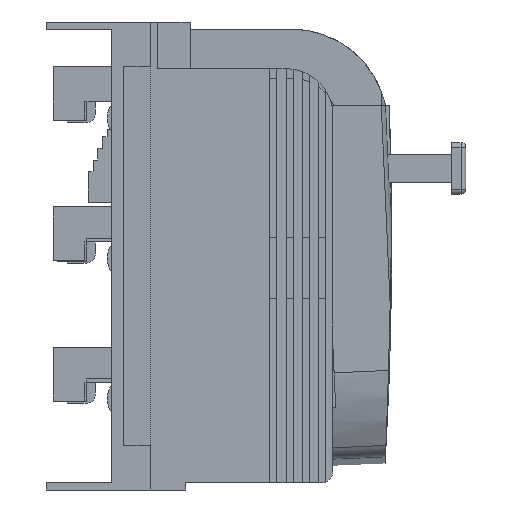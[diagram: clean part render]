
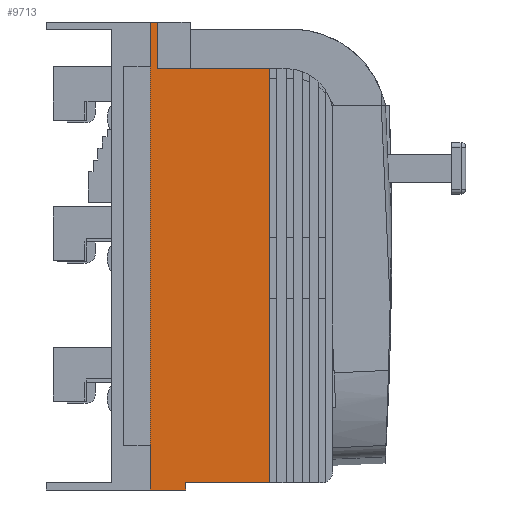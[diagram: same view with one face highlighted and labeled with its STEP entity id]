
A CAD part, left-side view. The second image highlights one B-rep face of the part: STEP entity #9713.
In plain terms, the highlighted face is planar.
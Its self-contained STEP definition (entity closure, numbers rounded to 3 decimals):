
#2298=ORIENTED_EDGE('',*,*,#4255,.F.);
#2299=ORIENTED_EDGE('',*,*,#4256,.T.);
#2300=ORIENTED_EDGE('',*,*,#4257,.T.);
#2301=ORIENTED_EDGE('',*,*,#4258,.T.);
#2302=ORIENTED_EDGE('',*,*,#4259,.T.);
#2303=ORIENTED_EDGE('',*,*,#4260,.T.);
#2304=ORIENTED_EDGE('',*,*,#4261,.T.);
#2305=ORIENTED_EDGE('',*,*,#4262,.T.);
#4255=EDGE_CURVE('',#5368,#5369,#6394,.T.);
#4256=EDGE_CURVE('',#5368,#5370,#6395,.T.);
#4257=EDGE_CURVE('',#5370,#5371,#6396,.T.);
#4258=EDGE_CURVE('',#5371,#5372,#6397,.T.);
#4259=EDGE_CURVE('',#5372,#5373,#6398,.T.);
#4260=EDGE_CURVE('',#5373,#5374,#6399,.T.);
#4261=EDGE_CURVE('',#5374,#5375,#6400,.T.);
#4262=EDGE_CURVE('',#5375,#5369,#6401,.T.);
#5368=VERTEX_POINT('',#18469);
#5369=VERTEX_POINT('',#18470);
#5370=VERTEX_POINT('',#18472);
#5371=VERTEX_POINT('',#18474);
#5372=VERTEX_POINT('',#18476);
#5373=VERTEX_POINT('',#18478);
#5374=VERTEX_POINT('',#18480);
#5375=VERTEX_POINT('',#18482);
#6394=LINE('',#18468,#7554);
#6395=LINE('',#18471,#7555);
#6396=LINE('',#18473,#7556);
#6397=LINE('',#18475,#7557);
#6398=LINE('',#18477,#7558);
#6399=LINE('',#18479,#7559);
#6400=LINE('',#18481,#7560);
#6401=LINE('',#18483,#7561);
#7554=VECTOR('',#15496,1000.);
#7555=VECTOR('',#15497,1000.);
#7556=VECTOR('',#15498,1000.);
#7557=VECTOR('',#15499,1000.);
#7558=VECTOR('',#15500,1000.);
#7559=VECTOR('',#15501,1000.);
#7560=VECTOR('',#15502,1000.);
#7561=VECTOR('',#15503,1000.);
#8296=EDGE_LOOP('',(#2298,#2299,#2300,#2301,#2302,#2303,#2304,#2305));
#8814=FACE_BOUND('',#8296,.T.);
#9236=PLANE('',#13484);
#9713=ADVANCED_FACE('',(#8814),#9236,.T.);
#13484=AXIS2_PLACEMENT_3D('',#18467,#15494,#15495);
#15494=DIRECTION('',(0.,0.,1.));
#15495=DIRECTION('',(1.,0.,0.));
#15496=DIRECTION('',(0.,-1.,0.));
#15497=DIRECTION('',(-1.,0.,0.));
#15498=DIRECTION('',(0.,1.,0.));
#15499=DIRECTION('',(-1.,0.,0.));
#15500=DIRECTION('',(0.,-1.,0.));
#15501=DIRECTION('',(1.,0.,0.));
#15502=DIRECTION('',(0.,1.,0.));
#15503=DIRECTION('',(1.,0.,0.));
#18467=CARTESIAN_POINT('',(70.,-192.,53.));
#18468=CARTESIAN_POINT('',(48.,-192.,53.));
#18469=CARTESIAN_POINT('',(48.,-20.,53.));
#18470=CARTESIAN_POINT('',(48.,-197.,53.));
#18471=CARTESIAN_POINT('',(55.,-20.,53.));
#18472=CARTESIAN_POINT('',(0.,-20.,53.));
#18473=CARTESIAN_POINT('',(0.,-20.,53.));
#18474=CARTESIAN_POINT('',(0.,0.,53.));
#18475=CARTESIAN_POINT('',(0.,0.,53.));
#18476=CARTESIAN_POINT('',(-3.,0.,53.));
#18477=CARTESIAN_POINT('',(-3.,0.,53.));
#18478=CARTESIAN_POINT('',(-3.,-200.,53.));
#18479=CARTESIAN_POINT('',(-3.,-200.,53.));
#18480=CARTESIAN_POINT('',(12.,-200.,53.));
#18481=CARTESIAN_POINT('',(12.,-200.,53.));
#18482=CARTESIAN_POINT('',(12.,-197.,53.));
#18483=CARTESIAN_POINT('',(12.,-197.,53.));
